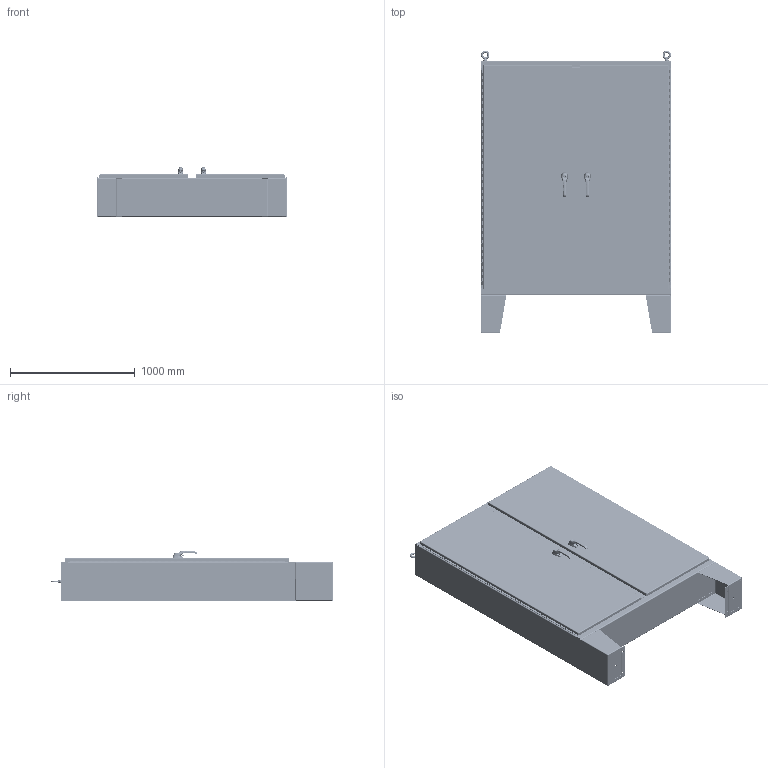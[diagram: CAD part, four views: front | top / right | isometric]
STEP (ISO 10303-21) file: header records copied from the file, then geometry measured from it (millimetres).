
FILE_DESCRIPTION(/* description */ ('N4D_3PT, CS, 74X60X12'),/* implementation_level */ '2;1');
FILE_NAME(/* name */ 'N4D7460123PT.stp',/* time_stamp */ '2021-01-23T07:06:57-06:00',/* author */ ('kadelman'),/* organization */ (''),/* preprocessor_version */ 'ST-DEVELOPER v18.1',/* originating_system */ 'Autodesk Inventor 2020',/* authorisation */ '');
FILE_SCHEMA (('AUTOMOTIVE_DESIGN { 1 0 10303 214 3 1 1 }'));
Products named in the file (70): N4D7460123PT; N4D7460123PTBTB; N4D74123PTLRS; 3889; 30626; 349132; 316298; HFW3025; FK1212; FK1212LG; FK12B; HFW303132; HFW303131; HFW316407_COMPRESSED; 30221; N4D743PTAMLR; N4D743PTRML; HSSN1300W68; HSSN1300W68_1; HSSN1300W68T; HSSN1300W68L; HSSN1300W68P; N4D74603PTRDRASSM; N4D74603PTRDR; N4D74603PTLDRASSM; N4D74603PTLDR; SS_LARGE_DOOR_ROD_ASSM_37027; HFW31712; 1091-903_AF0; 1091-903_AF0_1; 1091-903_AF0_2; PLASTIC-ROLLER-CAM_AF0_ASM; PLASTIC-ROLLER-CAM_AF1; 7379-M6-8X25_AF0; LOCK-NUT_AF0; SUPPORT-ROLL_AF0; 1091-BR11_AF0; 37027; ANSI B18.6.3 - 3/8-16 UNC - 1.75; HFW3762 ...
Assembly tree (118 placements, depth 6):
  N4D7460123PT
    N4D7460123PTBTB
    N4D74123PTLRS  x2
    3889  x8
    30626  x2
    349132  x2
    316298  x2
    HFW3025  x2
    38846  x2
    FK1212  x2
      FK1212LG
      FK12B
    HFW303132  x2
    HFW303131  x2
    HFW316407_COMPRESSED  x2
    30221  x8
    N4D743PTAMLR
    N4D743PTRML
    HSSN1300W68
      HSSN1300W68T
      HSSN1300W68L
      HSSN1300W68P
    HSSN1300W68_1
      HSSN1300W68T
      HSSN1300W68L
      HSSN1300W68P
    N4D74603PTRDRASSM
      N4D74603PTRDR
      SS_LARGE_DOOR_ROD_ASSM_37027
        HFW31712
          1091-903_AF0
            1091-903_AF0_1
            1091-903_AF0_2
          PLASTIC-ROLLER-CAM_AF0_ASM
            PLASTIC-ROLLER-CAM_AF1
            7379-M6-8X25_AF0
            LOCK-NUT_AF0
          SUPPORT-ROLL_AF0
          1091-BR11_AF0
        37027  x2
        ANSI B18.6.3 - 3/8-16 UNC - 1.75  x2
        HFW3762  x4
        31230  x2
        3862  x2
      HFW32436_ASSM
        1091-73
        1091-B11_ASM
          1091-74-03
          1091-74-01
        1091-75
        DIN3771_16X2_5
        2100-11
        1091-76
        D125B_10_5
        DIN985_M10
        1000-277-01  x2
        1000-02
        1225-05
        SPACER
      38846  x3
Bounding box: 1527.17 x 2266.86 x 396.24 mm (x, y, z)
Volume: 35777836.6 mm3; surface area: 21021548.7 mm2
Topology: 148 solids, 148 shells, 7974 faces, 20160 edges, 12498 vertices
Faces by surface type: plane 3248, cylinder 2598, bspline 1046, torus 542, cone 286, sphere 254
Full cylindrical faces by diameter (mm): 1.5 x4, 2.5 x2, 3 x2, 3.1 x4, 3.15 x2, 3.5 x6, 3.9 x2, 3.969 x8, 4.2 x4, 4.5 x4, 4.762 x2, 4.773 x4, 5 x10, 5.105 x64, 5.16 x40, 5.4 x6, 6 x10, 6.075 x56, 6.128 x4, 6.172 x4, 6.35 x32, 6.41 x4, 6.535 x32, 6.756 x8, 7.144 x10, 7.938 x4, 8 x4, 8.153 x4, 8.2 x2, 8.382 x16
Entity records: 149403 total; most frequent: CARTESIAN_POINT 66392, ORIENTED_EDGE 16708, DIRECTION 16584, EDGE_CURVE 8354, AXIS2_PLACEMENT_3D 6080, VERTEX_POINT 5194, LINE 4424, VECTOR 4424
